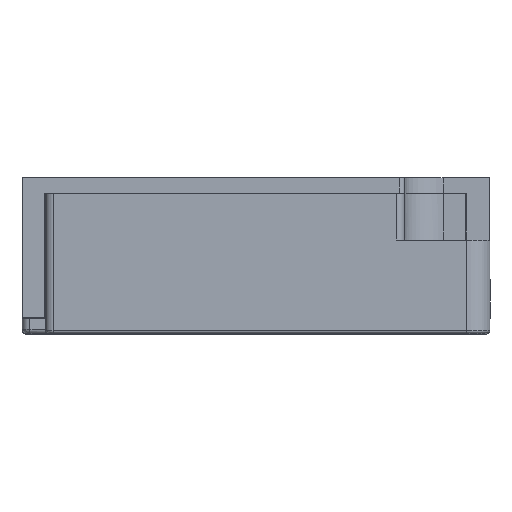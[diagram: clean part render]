
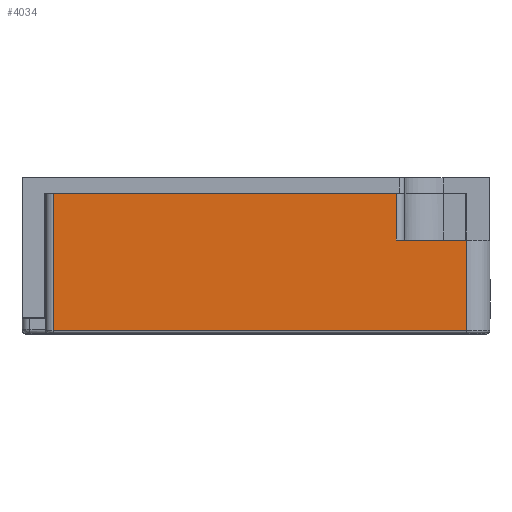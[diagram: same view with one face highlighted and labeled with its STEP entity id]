
A CAD part, top view. The second image highlights one B-rep face of the part: STEP entity #4034.
In plain terms, the highlighted planar face has unit normal (0, 0, 1).
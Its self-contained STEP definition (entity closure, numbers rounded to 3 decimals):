
#632=DIRECTION('',(0.,1.,0.));
#633=VECTOR('',#632,5.8);
#634=CARTESIAN_POINT('',(14.5,0.2,15.2));
#635=LINE('',#634,#633);
#640=DIRECTION('',(1.,0.,0.));
#641=VECTOR('',#640,21.99);
#642=CARTESIAN_POINT('',(-11.994,9.,15.2));
#643=LINE('',#642,#641);
#644=DIRECTION('',(1.,0.,0.));
#645=VECTOR('',#644,4.504);
#646=CARTESIAN_POINT('',(9.996,6.,15.2));
#647=LINE('',#646,#645);
#648=DIRECTION('',(1.,0.,0.));
#649=VECTOR('',#648,26.494);
#650=CARTESIAN_POINT('',(-11.994,0.2,15.2));
#651=LINE('',#650,#649);
#675=DIRECTION('',(0.,-1.,0.));
#676=VECTOR('',#675,8.8);
#677=CARTESIAN_POINT('',(-11.994,9.,15.2));
#678=LINE('',#677,#676);
#1853=DIRECTION('',(0.,1.,0.));
#1854=VECTOR('',#1853,3.);
#1855=CARTESIAN_POINT('',(9.996,6.,15.2));
#1856=LINE('',#1855,#1854);
#2811=CARTESIAN_POINT('',(14.5,0.2,15.2));
#2812=VERTEX_POINT('',#2811);
#2813=CARTESIAN_POINT('',(14.5,6.,15.2));
#2814=VERTEX_POINT('',#2813);
#2815=CARTESIAN_POINT('',(-11.994,0.2,15.2));
#2816=VERTEX_POINT('',#2815);
#2817=CARTESIAN_POINT('',(-11.994,9.,15.2));
#2818=VERTEX_POINT('',#2817);
#2819=CARTESIAN_POINT('',(9.996,9.,15.2));
#2820=VERTEX_POINT('',#2819);
#2821=CARTESIAN_POINT('',(9.996,6.,15.2));
#2822=VERTEX_POINT('',#2821);
#4016=CARTESIAN_POINT('',(-14.,0.,15.2));
#4017=DIRECTION('',(0.,0.,1.));
#4018=DIRECTION('',(1.,0.,0.));
#4019=AXIS2_PLACEMENT_3D('',#4016,#4017,#4018);
#4020=PLANE('',#4019);
#4022=ORIENTED_EDGE('',*,*,#4021,.F.);
#4024=ORIENTED_EDGE('',*,*,#4023,.F.);
#4026=ORIENTED_EDGE('',*,*,#4025,.T.);
#4028=ORIENTED_EDGE('',*,*,#4027,.F.);
#4030=ORIENTED_EDGE('',*,*,#4029,.T.);
#4031=ORIENTED_EDGE('',*,*,#4008,.F.);
#4032=EDGE_LOOP('',(#4022,#4024,#4026,#4028,#4030,#4031));
#4033=FACE_OUTER_BOUND('',#4032,.F.);
#4008=EDGE_CURVE('',#2812,#2814,#635,.T.);
#4021=EDGE_CURVE('',#2816,#2812,#651,.T.);
#4023=EDGE_CURVE('',#2818,#2816,#678,.T.);
#4025=EDGE_CURVE('',#2818,#2820,#643,.T.);
#4027=EDGE_CURVE('',#2822,#2820,#1856,.T.);
#4029=EDGE_CURVE('',#2822,#2814,#647,.T.);
#4034=ADVANCED_FACE('',(#4033),#4020,.T.);
